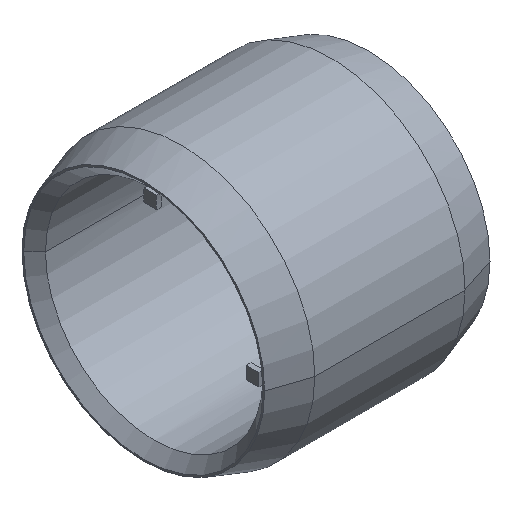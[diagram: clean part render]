
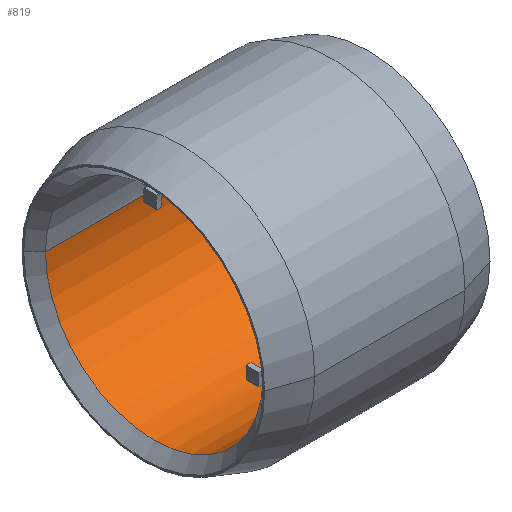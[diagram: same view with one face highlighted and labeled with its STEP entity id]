
A CAD part, isometric view. The second image highlights one B-rep face of the part: STEP entity #819.
In plain terms, the highlighted cylindrical face has radius 112.5 mm (diameter 225 mm), a partial arc.
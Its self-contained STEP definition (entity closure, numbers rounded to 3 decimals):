
#375 = VERTEX_POINT( '', #1090 );
#399 = EDGE_CURVE( '', #631, #851, #1119, .T. );
#405 = EDGE_CURVE( '', #715, #949, #1125, .T. );
#409 = VERTEX_POINT( '', #1129 );
#433 = VERTEX_POINT( '', #1158 );
#435 = EDGE_CURVE( '', #677, #453, #1160, .T. );
#451 = EDGE_CURVE( '', #409, #675, #1178, .T. );
#453 = VERTEX_POINT( '', #1180 );
#527 = EDGE_CURVE( '', #1061, #849, #1261, .T. );
#529 = EDGE_CURVE( '', #409, #453, #1263, .T. );
#543 = EDGE_CURVE( '', #849, #715, #1279, .T. );
#565 = EDGE_CURVE( '', #675, #375, #1303, .T. );
#579 = VERTEX_POINT( '', #1320 );
#605 = EDGE_CURVE( '', #927, #1057, #1349, .T. );
#625 = EDGE_CURVE( '', #1057, #433, #1372, .T. );
#629 = EDGE_CURVE( '', #677, #887, #1376, .T. );
#631 = VERTEX_POINT( '', #1378 );
#675 = VERTEX_POINT( '', #1424 );
#677 = VERTEX_POINT( '', #1426 );
#715 = VERTEX_POINT( '', #1465 );
#723 = EDGE_CURVE( '', #949, #1061, #1473, .T. );
#787 = EDGE_CURVE( '', #375, #433, #1550, .T. );
#793 = EDGE_CURVE( '', #631, #927, #1557, .T. );
#819 = ADVANCED_FACE( '', ( #1586, #1587 ), #1588, .F. );
#849 = VERTEX_POINT( '', #1621 );
#851 = VERTEX_POINT( '', #1623 );
#887 = VERTEX_POINT( '', #1664 );
#927 = VERTEX_POINT( '', #1712 );
#949 = VERTEX_POINT( '', #1734 );
#1049 = EDGE_CURVE( '', #579, #887, #1843, .T. );
#1057 = VERTEX_POINT( '', #1852 );
#1061 = VERTEX_POINT( '', #1856 );
#1069 = EDGE_CURVE( '', #851, #579, #1865, .T. );
#1090 = CARTESIAN_POINT( '', ( 0., -112.312, -6.5 ) );
#1119 = CIRCLE( '', #1910, 112.5 );
#1125 = CIRCLE( '', #1920, 112.5 );
#1129 = CARTESIAN_POINT( '', ( -5., -112.5, 0. ) );
#1158 = CARTESIAN_POINT( '', ( 0., -112.5, 0. ) );
#1160 = CIRCLE( '', #1963, 112.5 );
#1178 = CIRCLE( '', #2025, 112.5 );
#1180 = CARTESIAN_POINT( '', ( -106.75, -112.5, 0. ) );
#1261 = CIRCLE( '', #2237, 112.5 );
#1263 = LINE( '', #2240, #2241 );
#1279 = LINE( '', #2260, #2261 );
#1303 = LINE( '', #2299, #2300 );
#1320 = CARTESIAN_POINT( '', ( -5., 112.312, -6.5 ) );
#1349 = CIRCLE( '', #2359, 112.5 );
#1372 = LINE( '', #2387, #2388 );
#1376 = LINE( '', #2393, #2394 );
#1378 = CARTESIAN_POINT( '', ( 0., 112.5, 0. ) );
#1424 = CARTESIAN_POINT( '', ( -5., -112.312, -6.5 ) );
#1426 = CARTESIAN_POINT( '', ( -106.75, 112.5, 0. ) );
#1465 = CARTESIAN_POINT( '', ( 0., 6.5, -112.312 ) );
#1473 = LINE( '', #2586, #2587 );
#1550 = CIRCLE( '', #2697, 112.5 );
#1557 = LINE( '', #2705, #2706 );
#1586 = FACE_OUTER_BOUND( '', #2745, .T. );
#1587 = FACE_BOUND( '', #2746, .T. );
#1588 = CYLINDRICAL_SURFACE( '', #2747, 112.5 );
#1621 = CARTESIAN_POINT( '', ( -5., 6.5, -112.312 ) );
#1623 = CARTESIAN_POINT( '', ( 0., 112.312, -6.5 ) );
#1664 = CARTESIAN_POINT( '', ( -5., 112.5, 0. ) );
#1712 = CARTESIAN_POINT( '', ( 103.75, 112.5, 0. ) );
#1734 = CARTESIAN_POINT( '', ( 0., -6.5, -112.312 ) );
#1843 = CIRCLE( '', #3285, 112.5 );
#1852 = CARTESIAN_POINT( '', ( 103.75, -112.5, 0. ) );
#1856 = CARTESIAN_POINT( '', ( -5., -6.5, -112.312 ) );
#1865 = LINE( '', #3313, #3314 );
#1910 = AXIS2_PLACEMENT_3D( '', #3370, #3371, #3372 );
#1920 = AXIS2_PLACEMENT_3D( '', #3377, #3378, #3379 );
#1963 = AXIS2_PLACEMENT_3D( '', #3439, #3440, #3441 );
#2025 = AXIS2_PLACEMENT_3D( '', #3463, #3464, #3465 );
#2237 = AXIS2_PLACEMENT_3D( '', #3555, #3556, #3557 );
#2240 = CARTESIAN_POINT( '', ( -1.5, -112.5, 0. ) );
#2241 = VECTOR( '', #3558, 1. );
#2260 = CARTESIAN_POINT( '', ( -2.5, 6.5, -112.312 ) );
#2261 = VECTOR( '', #3576, 1. );
#2299 = CARTESIAN_POINT( '', ( -2.5, -112.312, -6.5 ) );
#2300 = VECTOR( '', #3594, 1. );
#2359 = AXIS2_PLACEMENT_3D( '', #3658, #3659, #3660 );
#2387 = CARTESIAN_POINT( '', ( -1.5, -112.5, 0. ) );
#2388 = VECTOR( '', #3687, 1. );
#2393 = CARTESIAN_POINT( '', ( -1.5, 112.5, 0. ) );
#2394 = VECTOR( '', #3688, 1. );
#2586 = CARTESIAN_POINT( '', ( -2.5, -6.5, -112.312 ) );
#2587 = VECTOR( '', #3756, 1. );
#2697 = AXIS2_PLACEMENT_3D( '', #3876, #3877, #3878 );
#2705 = CARTESIAN_POINT( '', ( -1.5, 112.5, 0. ) );
#2706 = VECTOR( '', #3887, 1. );
#2745 = EDGE_LOOP( '', ( #3929, #3930, #3931, #3932, #3933, #3934, #3935, #3936, #3937, #3938, #3939, #3940 ) );
#2746 = EDGE_LOOP( '', ( #3941, #3942, #3943, #3944 ) );
#2747 = AXIS2_PLACEMENT_3D( '', #3945, #3946, #3947 );
#3285 = AXIS2_PLACEMENT_3D( '', #4235, #4236, #4237 );
#3313 = CARTESIAN_POINT( '', ( -2.5, 112.312, -6.5 ) );
#3314 = VECTOR( '', #4260, 1. );
#3370 = CARTESIAN_POINT( '', ( 0., 0., 0. ) );
#3371 = DIRECTION( '', ( -1., 0., 0. ) );
#3372 = DIRECTION( '', ( 0., 1., 0. ) );
#3377 = CARTESIAN_POINT( '', ( 0., 0., 0. ) );
#3378 = DIRECTION( '', ( -1., 0., 0. ) );
#3379 = DIRECTION( '', ( 0., 1., 0. ) );
#3439 = CARTESIAN_POINT( '', ( -106.75, 0., 0. ) );
#3440 = DIRECTION( '', ( -1., 0., 0. ) );
#3441 = DIRECTION( '', ( 0., 1., 0. ) );
#3463 = CARTESIAN_POINT( '', ( -5., 0., 0. ) );
#3464 = DIRECTION( '', ( 1., 0., 0. ) );
#3465 = DIRECTION( '', ( 0., 1., 0. ) );
#3555 = CARTESIAN_POINT( '', ( -5., 0., 0. ) );
#3556 = DIRECTION( '', ( 1., 0., 0. ) );
#3557 = DIRECTION( '', ( 0., 1., 0. ) );
#3558 = DIRECTION( '', ( -1., 0., 0. ) );
#3576 = DIRECTION( '', ( 1., 0., 0. ) );
#3594 = DIRECTION( '', ( 1., 0., 0. ) );
#3658 = CARTESIAN_POINT( '', ( 103.75, 0., 0. ) );
#3659 = DIRECTION( '', ( -1., 0., 0. ) );
#3660 = DIRECTION( '', ( 0., 1., 0. ) );
#3687 = DIRECTION( '', ( -1., 0., 0. ) );
#3688 = DIRECTION( '', ( 1., 0., 0. ) );
#3756 = DIRECTION( '', ( -1., 0., 0. ) );
#3876 = CARTESIAN_POINT( '', ( 0., 0., 0. ) );
#3877 = DIRECTION( '', ( -1., 0., 0. ) );
#3878 = DIRECTION( '', ( 0., 1., 0. ) );
#3887 = DIRECTION( '', ( 1., 0., 0. ) );
#3929 = ORIENTED_EDGE( '', *, *, #629, .F. );
#3930 = ORIENTED_EDGE( '', *, *, #435, .T. );
#3931 = ORIENTED_EDGE( '', *, *, #529, .F. );
#3932 = ORIENTED_EDGE( '', *, *, #451, .T. );
#3933 = ORIENTED_EDGE( '', *, *, #565, .T. );
#3934 = ORIENTED_EDGE( '', *, *, #787, .T. );
#3935 = ORIENTED_EDGE( '', *, *, #625, .F. );
#3936 = ORIENTED_EDGE( '', *, *, #605, .F. );
#3937 = ORIENTED_EDGE( '', *, *, #793, .F. );
#3938 = ORIENTED_EDGE( '', *, *, #399, .T. );
#3939 = ORIENTED_EDGE( '', *, *, #1069, .T. );
#3940 = ORIENTED_EDGE( '', *, *, #1049, .T. );
#3941 = ORIENTED_EDGE( '', *, *, #723, .T. );
#3942 = ORIENTED_EDGE( '', *, *, #527, .T. );
#3943 = ORIENTED_EDGE( '', *, *, #543, .T. );
#3944 = ORIENTED_EDGE( '', *, *, #405, .T. );
#3945 = CARTESIAN_POINT( '', ( -1.5, 0., 0. ) );
#3946 = DIRECTION( '', ( 1., 0., 0. ) );
#3947 = DIRECTION( '', ( 0., 1., 0. ) );
#4235 = CARTESIAN_POINT( '', ( -5., 0., 0. ) );
#4236 = DIRECTION( '', ( 1., 0., 0. ) );
#4237 = DIRECTION( '', ( 0., 1., 0. ) );
#4260 = DIRECTION( '', ( -1., 0., 0. ) );
